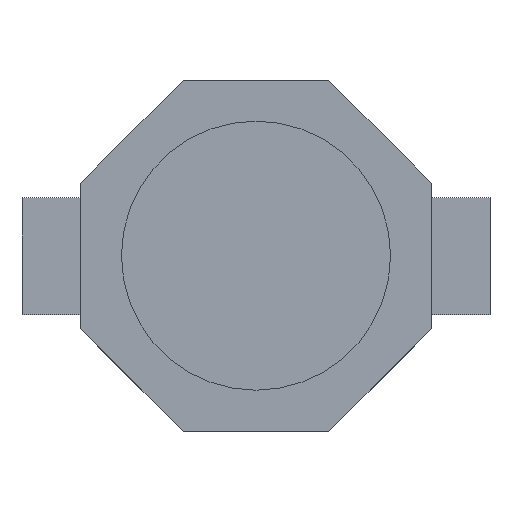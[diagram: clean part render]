
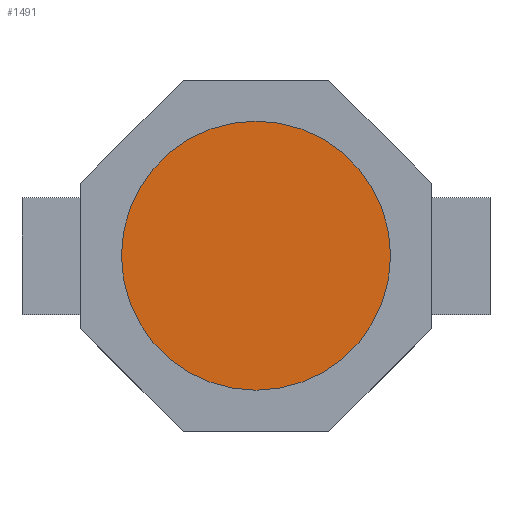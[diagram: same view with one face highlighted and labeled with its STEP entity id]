
A CAD part, top view. The second image highlights one B-rep face of the part: STEP entity #1491.
In plain terms, the highlighted planar face has unit normal (0, 0, 1).
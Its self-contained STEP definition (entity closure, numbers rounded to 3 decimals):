
#1406 = VERTEX_POINT('',#1407);
#1407 = CARTESIAN_POINT('',(2.3,0.,1.5));
#1414 = CYLINDRICAL_SURFACE('',#1415,2.3);
#1415 = AXIS2_PLACEMENT_3D('',#1416,#1417,#1418);
#1416 = CARTESIAN_POINT('',(0.,0.,0.));
#1417 = DIRECTION('',(-0.,-0.,-1.));
#1418 = DIRECTION('',(1.,0.,0.));
#1433 = EDGE_CURVE('',#1406,#1406,#1434,.T.);
#1434 = SURFACE_CURVE('',#1435,(#1440,#1447),.PCURVE_S1.);
#1435 = CIRCLE('',#1436,2.3);
#1436 = AXIS2_PLACEMENT_3D('',#1437,#1438,#1439);
#1437 = CARTESIAN_POINT('',(0.,0.,1.5));
#1438 = DIRECTION('',(0.,0.,1.));
#1439 = DIRECTION('',(1.,0.,0.));
#1440 = PCURVE('',#1414,#1441);
#1441 = DEFINITIONAL_REPRESENTATION('',(#1442),#1446);
#1442 = LINE('',#1443,#1444);
#1443 = CARTESIAN_POINT('',(-0.,-1.5));
#1444 = VECTOR('',#1445,1.);
#1445 = DIRECTION('',(-1.,0.));
#1446 = ( GEOMETRIC_REPRESENTATION_CONTEXT(2) 
PARAMETRIC_REPRESENTATION_CONTEXT() REPRESENTATION_CONTEXT('2D SPACE',''
  ) );
#1447 = PCURVE('',#1448,#1453);
#1448 = PLANE('',#1449);
#1449 = AXIS2_PLACEMENT_3D('',#1450,#1451,#1452);
#1450 = CARTESIAN_POINT('',(0.,0.,1.5)
  );
#1451 = DIRECTION('',(0.,0.,1.));
#1452 = DIRECTION('',(1.,0.,0.));
#1453 = DEFINITIONAL_REPRESENTATION('',(#1454),#1458);
#1454 = CIRCLE('',#1455,2.3);
#1455 = AXIS2_PLACEMENT_2D('',#1456,#1457);
#1456 = CARTESIAN_POINT('',(0.,0.));
#1457 = DIRECTION('',(1.,0.));
#1458 = ( GEOMETRIC_REPRESENTATION_CONTEXT(2) 
PARAMETRIC_REPRESENTATION_CONTEXT() REPRESENTATION_CONTEXT('2D SPACE',''
  ) );
#1491 = ADVANCED_FACE('',(#1492),#1448,.T.);
#1492 = FACE_BOUND('',#1493,.T.);
#1493 = EDGE_LOOP('',(#1494));
#1494 = ORIENTED_EDGE('',*,*,#1433,.T.);
